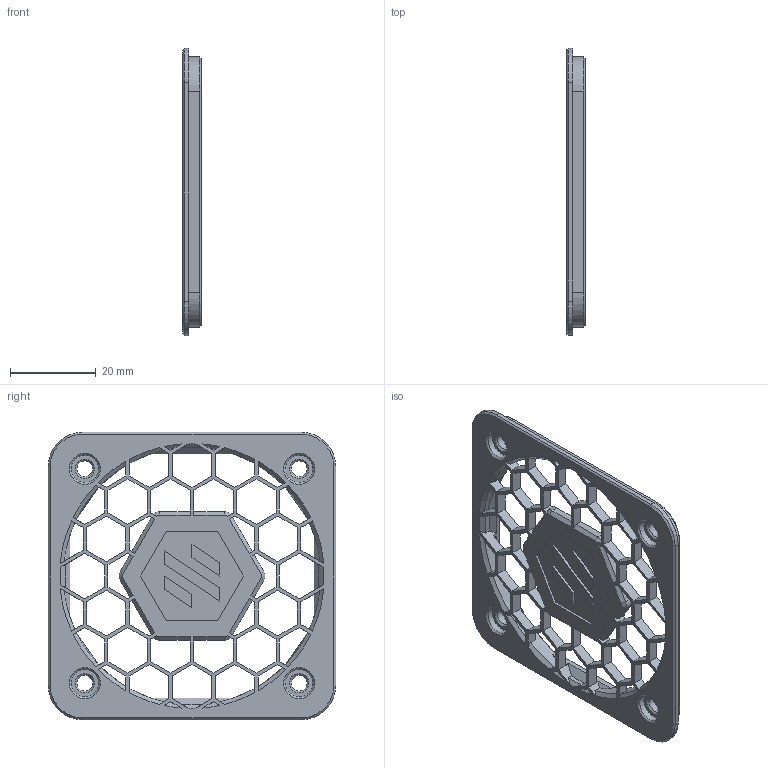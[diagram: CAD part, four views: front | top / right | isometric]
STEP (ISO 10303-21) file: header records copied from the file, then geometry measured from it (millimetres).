
FILE_DESCRIPTION(/* description */ (''),/* implementation_level */ '2;1');
FILE_NAME(/* name */ 'exhaust_fan_cover.step',/* time_stamp */ '2020-09-11T11:31:45-07:00',/* author */ (''),/* organization */ (''),/* preprocessor_version */ 'ST-DEVELOPER v18.1',/* originating_system */ 'Autodesk Translation Framework v9.3.0.1241',/* authorisation */ '');
FILE_SCHEMA (('AUTOMOTIVE_DESIGN { 1 0 10303 214 3 1 1 }'));
Length unit declared in the file: millimetre
Products named in the file (1): chamber_exhaust
Bounding box: 4.4 x 67 x 67 mm (x, y, z)
Volume: 8208.6 mm3; surface area: 9412.6 mm2
Topology: 1 solids, 1 shells, 364 faces, 1077 edges, 706 vertices
Faces by surface type: plane 279, cone 53, cylinder 32
Full cylindrical faces by diameter (mm): 3.7 x4, 6.4 x4
Entity records: 12156 total; most frequent: CARTESIAN_POINT 2260, ORIENTED_EDGE 2154, DIRECTION 1909, EDGE_CURVE 1077, LINE 863, VECTOR 863, VERTEX_POINT 706, AXIS2_PLACEMENT_3D 523
